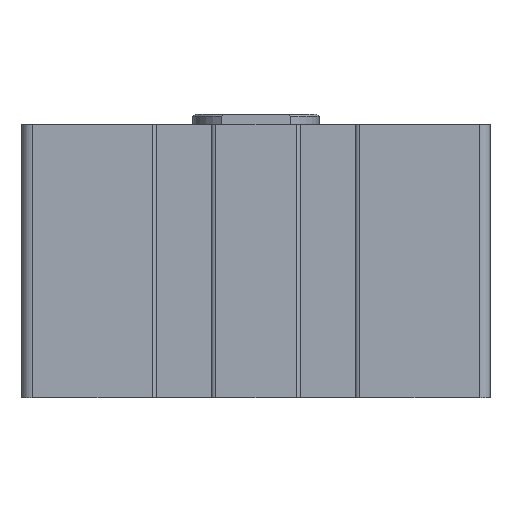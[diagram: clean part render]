
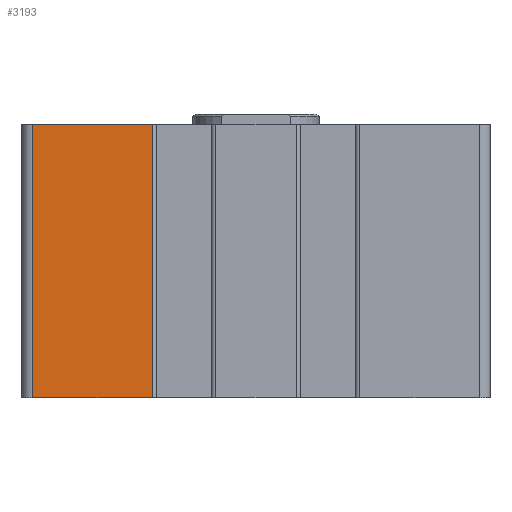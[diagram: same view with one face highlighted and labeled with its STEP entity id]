
A CAD part, front view. The second image highlights one B-rep face of the part: STEP entity #3193.
In plain terms, the highlighted planar face has unit normal (0, -1, 0).
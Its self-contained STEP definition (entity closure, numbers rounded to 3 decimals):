
#343=ORIENTED_EDGE('',*,*,#1282,.F.);
#344=ORIENTED_EDGE('',*,*,#1281,.F.);
#345=ORIENTED_EDGE('',*,*,#1283,.T.);
#346=ORIENTED_EDGE('',*,*,#1284,.T.);
#1281=EDGE_CURVE('',#1750,#1749,#2080,.T.);
#1282=EDGE_CURVE('',#1749,#1751,#2081,.T.);
#1283=EDGE_CURVE('',#1750,#1752,#2082,.T.);
#1284=EDGE_CURVE('',#1752,#1751,#2083,.T.);
#1749=VERTEX_POINT('',#4855);
#1750=VERTEX_POINT('',#4857);
#1751=VERTEX_POINT('',#4861);
#1752=VERTEX_POINT('',#4863);
#2080=LINE('',#4858,#2350);
#2081=LINE('',#4860,#2351);
#2082=LINE('',#4862,#2352);
#2083=LINE('',#4864,#2353);
#2350=VECTOR('',#3809,1000.);
#2351=VECTOR('',#3812,1000.);
#2352=VECTOR('',#3813,1000.);
#2353=VECTOR('',#3814,1000.);
#2618=EDGE_LOOP('',(#343,#344,#345,#346));
#2862=FACE_BOUND('',#2618,.T.);
#3106=PLANE('',#3411);
#3193=ADVANCED_FACE('',(#2862),#3106,.T.);
#3411=AXIS2_PLACEMENT_3D('',#4859,#3810,#3811);
#3809=DIRECTION('',(0.,0.,1.));
#3810=DIRECTION('',(0.,-1.,0.));
#3811=DIRECTION('',(0.,0.,-1.));
#3812=DIRECTION('',(1.,0.,0.));
#3813=DIRECTION('',(1.,0.,0.));
#3814=DIRECTION('',(0.,0.,1.));
#4855=CARTESIAN_POINT('',(-21.25,-22.25,0.));
#4857=CARTESIAN_POINT('',(-21.25,-22.25,-26.));
#4858=CARTESIAN_POINT('',(-21.25,-22.25,-26.));
#4859=CARTESIAN_POINT('',(-21.25,-22.25,-26.));
#4860=CARTESIAN_POINT('',(-21.25,-22.25,0.));
#4861=CARTESIAN_POINT('',(-9.85,-22.25,0.));
#4862=CARTESIAN_POINT('',(-21.25,-22.25,-26.));
#4863=CARTESIAN_POINT('',(-9.85,-22.25,-26.));
#4864=CARTESIAN_POINT('',(-9.85,-22.25,-26.));
